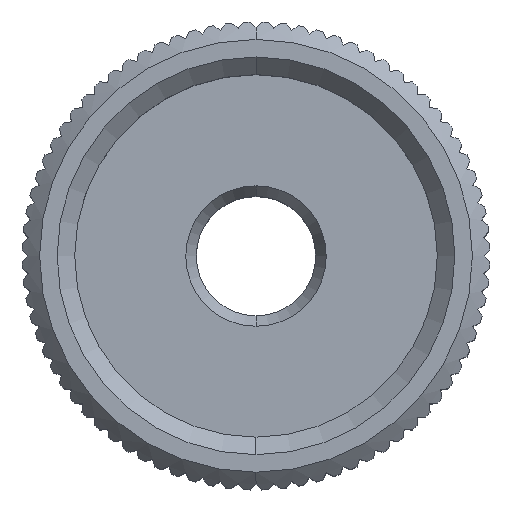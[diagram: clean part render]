
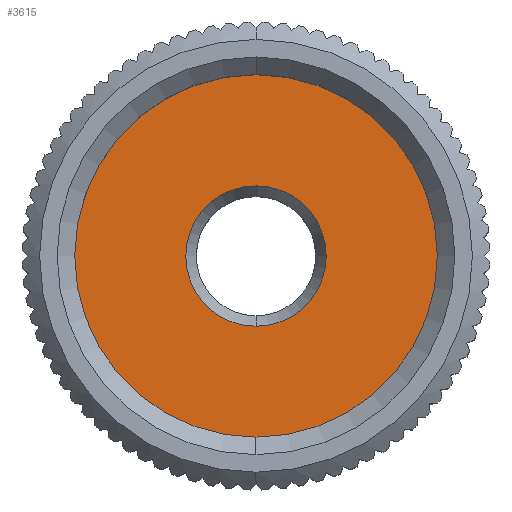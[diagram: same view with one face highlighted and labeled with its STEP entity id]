
A CAD part, top view. The second image highlights one B-rep face of the part: STEP entity #3615.
In plain terms, the highlighted planar face has unit normal (0, 0, 1).
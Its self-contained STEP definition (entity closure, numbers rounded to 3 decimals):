
#1829=VERTEX_POINT('',#4945);
#1965=EDGE_CURVE('',#4539,#3809,#5091,.T.);
#3465=EDGE_CURVE('',#3809,#4539,#6714,.T.);
#3615=ADVANCED_FACE('',(#6875,#6876),#6877,.T.);
#3809=VERTEX_POINT('',#7087);
#4105=EDGE_CURVE('',#4377,#1829,#7415,.T.);
#4265=EDGE_CURVE('',#1829,#4377,#7593,.T.);
#4377=VERTEX_POINT('',#7716);
#4539=VERTEX_POINT('',#7891);
#4945=CARTESIAN_POINT('',(0.,6.,14.0));
#5091=CIRCLE('',#8952,15.5);
#6714=CIRCLE('',#12544,15.5);
#6875=FACE_BOUND('',#12895,.T.);
#6876=FACE_OUTER_BOUND('',#12896,.T.);
#6877=PLANE('',#12897);
#7087=CARTESIAN_POINT('',(0.,-15.5,14.0));
#7415=CIRCLE('',#14078,6.0);
#7593=CIRCLE('',#14432,6.0);
#7716=CARTESIAN_POINT('',(0.,-6.,14.0));
#7891=CARTESIAN_POINT('',(0.,15.5,14.0));
#8952=AXIS2_PLACEMENT_3D('',#15756,#15757,#15758);
#12544=AXIS2_PLACEMENT_3D('',#17251,#17252,#17253);
#12895=EDGE_LOOP('',(#17383,#17384));
#12896=EDGE_LOOP('',(#17385,#17386));
#12897=AXIS2_PLACEMENT_3D('',#17387,#17388,#17389);
#14078=AXIS2_PLACEMENT_3D('',#18002,#18003,#18004);
#14432=AXIS2_PLACEMENT_3D('',#18189,#18190,#18191);
#15756=CARTESIAN_POINT('',(0.,0.,14.0));
#15757=DIRECTION('',(0.,0.,1.0));
#15758=DIRECTION('',(0.,-1.0,0.));
#17251=CARTESIAN_POINT('',(0.,0.,14.0));
#17252=DIRECTION('',(0.,0.,1.0));
#17253=DIRECTION('',(0.,-1.0,0.));
#17383=ORIENTED_EDGE('',*,*,#4105,.F.);
#17384=ORIENTED_EDGE('',*,*,#4265,.F.);
#17385=ORIENTED_EDGE('',*,*,#3465,.T.);
#17386=ORIENTED_EDGE('',*,*,#1965,.T.);
#17387=CARTESIAN_POINT('',(0.,-10.75,14.0));
#17388=DIRECTION('',(0.,0.,1.0));
#17389=DIRECTION('',(0.,-1.0,0.0));
#18002=CARTESIAN_POINT('',(0.,0.,14.0));
#18003=DIRECTION('',(0.,0.,1.0));
#18004=DIRECTION('',(0.,-1.0,0.));
#18189=CARTESIAN_POINT('',(0.,0.,14.0));
#18190=DIRECTION('',(0.,0.,1.0));
#18191=DIRECTION('',(0.,-1.0,0.));
